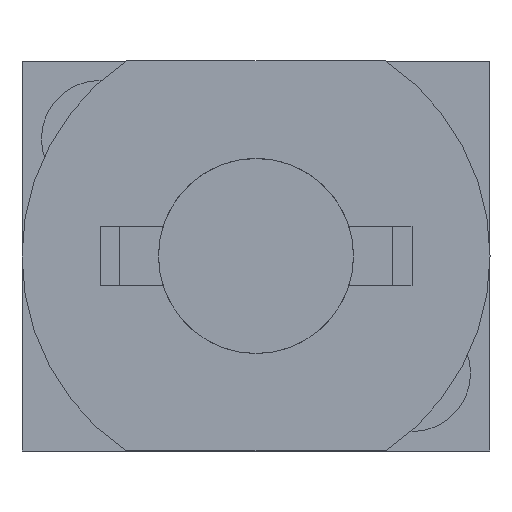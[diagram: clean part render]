
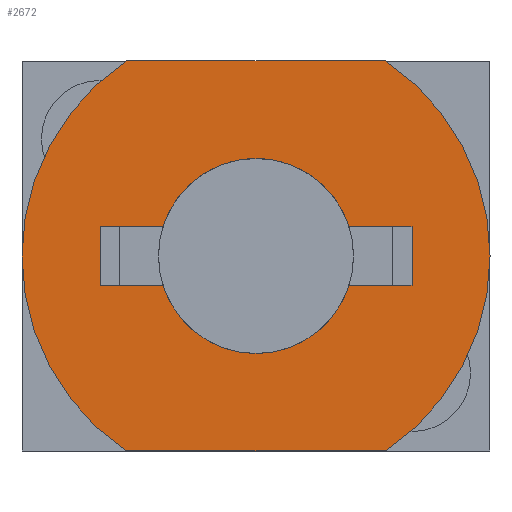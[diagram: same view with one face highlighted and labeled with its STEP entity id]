
A CAD part, front view. The second image highlights one B-rep face of the part: STEP entity #2672.
In plain terms, the highlighted planar face has unit normal (0, -1, 0).
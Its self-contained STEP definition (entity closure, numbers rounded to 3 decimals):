
#186=FACE_BOUND('',#594,.T.);
#254=CIRCLE('',#2908,6.);
#255=CIRCLE('',#2909,6.);
#256=CIRCLE('',#2910,2.5);
#257=CIRCLE('',#2911,2.5);
#258=CIRCLE('',#2912,2.5);
#407=FACE_OUTER_BOUND('',#593,.T.);
#593=EDGE_LOOP('',(#2372,#2373,#2374,#2375));
#594=EDGE_LOOP('',(#2376,#2377,#2378,#2379,#2380,#2381,#2382,#2383,#2384));
#817=LINE('',#8849,#1053);
#821=LINE('',#8857,#1057);
#824=LINE('',#8863,#1060);
#827=LINE('',#8872,#1063);
#831=LINE('',#8880,#1067);
#834=LINE('',#8886,#1070);
#837=LINE('',#8895,#1073);
#838=LINE('',#8899,#1074);
#1053=VECTOR('',#3515,10.);
#1057=VECTOR('',#3521,10.);
#1060=VECTOR('',#3526,10.);
#1063=VECTOR('',#3535,10.);
#1067=VECTOR('',#3541,10.);
#1070=VECTOR('',#3546,10.);
#1073=VECTOR('',#3555,10.);
#1074=VECTOR('',#3558,10.);
#1298=VERTEX_POINT('',#8847);
#1299=VERTEX_POINT('',#8848);
#1302=VERTEX_POINT('',#8856);
#1304=VERTEX_POINT('',#8862);
#1306=VERTEX_POINT('',#8870);
#1307=VERTEX_POINT('',#8871);
#1310=VERTEX_POINT('',#8879);
#1312=VERTEX_POINT('',#8885);
#1314=VERTEX_POINT('',#8893);
#1315=VERTEX_POINT('',#8894);
#1316=VERTEX_POINT('',#8896);
#1317=VERTEX_POINT('',#8898);
#1318=VERTEX_POINT('',#8902);
#1651=EDGE_CURVE('',#1298,#1299,#817,.T.);
#1655=EDGE_CURVE('',#1302,#1298,#821,.T.);
#1658=EDGE_CURVE('',#1304,#1302,#824,.T.);
#1662=EDGE_CURVE('',#1306,#1307,#827,.T.);
#1666=EDGE_CURVE('',#1310,#1306,#831,.T.);
#1669=EDGE_CURVE('',#1307,#1312,#834,.T.);
#1673=EDGE_CURVE('',#1314,#1315,#837,.T.);
#1674=EDGE_CURVE('',#1315,#1316,#254,.T.);
#1675=EDGE_CURVE('',#1316,#1317,#838,.T.);
#1676=EDGE_CURVE('',#1317,#1314,#255,.T.);
#1677=EDGE_CURVE('',#1299,#1310,#256,.T.);
#1678=EDGE_CURVE('',#1312,#1318,#257,.T.);
#1679=EDGE_CURVE('',#1318,#1304,#258,.T.);
#2372=ORIENTED_EDGE('',*,*,#1673,.T.);
#2373=ORIENTED_EDGE('',*,*,#1674,.T.);
#2374=ORIENTED_EDGE('',*,*,#1675,.T.);
#2375=ORIENTED_EDGE('',*,*,#1676,.T.);
#2376=ORIENTED_EDGE('',*,*,#1658,.T.);
#2377=ORIENTED_EDGE('',*,*,#1655,.T.);
#2378=ORIENTED_EDGE('',*,*,#1651,.T.);
#2379=ORIENTED_EDGE('',*,*,#1677,.T.);
#2380=ORIENTED_EDGE('',*,*,#1666,.T.);
#2381=ORIENTED_EDGE('',*,*,#1662,.T.);
#2382=ORIENTED_EDGE('',*,*,#1669,.T.);
#2383=ORIENTED_EDGE('',*,*,#1678,.T.);
#2384=ORIENTED_EDGE('',*,*,#1679,.T.);
#2527=PLANE('',#2907);
#2672=ADVANCED_FACE('',(#407,#186),#2527,.T.);
#2907=AXIS2_PLACEMENT_3D('',#8892,#3553,#3554);
#2908=AXIS2_PLACEMENT_3D('',#8897,#3556,#3557);
#2909=AXIS2_PLACEMENT_3D('',#8900,#3559,#3560);
#2910=AXIS2_PLACEMENT_3D('',#8901,#3561,#3562);
#2911=AXIS2_PLACEMENT_3D('',#8903,#3563,#3564);
#2912=AXIS2_PLACEMENT_3D('',#8904,#3565,#3566);
#3515=DIRECTION('',(1.,0.,0.));
#3521=DIRECTION('',(0.,0.,1.));
#3526=DIRECTION('',(-1.,0.,0.));
#3535=DIRECTION('',(0.,0.,-1.));
#3541=DIRECTION('',(1.,0.,0.));
#3546=DIRECTION('',(-1.,0.,0.));
#3553=DIRECTION('center_axis',(0.,-1.,0.));
#3554=DIRECTION('ref_axis',(0.,0.,
1.));
#3555=DIRECTION('',(1.,0.,0.));
#3556=DIRECTION('center_axis',(0.,-1.,0.));
#3557=DIRECTION('ref_axis',(0.,0.,
1.));
#3558=DIRECTION('',(-1.,0.,0.));
#3559=DIRECTION('center_axis',(0.,-1.,0.));
#3560=DIRECTION('ref_axis',(0.,0.,
1.));
#3561=DIRECTION('center_axis',(0.,1.,0.));
#3562=DIRECTION('ref_axis',(0.,0.,
1.));
#3563=DIRECTION('center_axis',(0.,1.,0.));
#3564=DIRECTION('ref_axis',(0.,0.,
1.));
#3565=DIRECTION('center_axis',(0.,1.,0.));
#3566=DIRECTION('ref_axis',(0.,0.,
1.));
#8847=CARTESIAN_POINT('',(2.,-15.2,-4.25));
#8848=CARTESIAN_POINT('',(3.615,-15.2,-4.25));
#8849=CARTESIAN_POINT('',(4.,-15.2,-4.25));
#8856=CARTESIAN_POINT('',(2.,-15.2,-5.75));
#8857=CARTESIAN_POINT('',(2.,-15.2,-5.375));
#8862=CARTESIAN_POINT('',(3.615,-15.2,-5.75));
#8863=CARTESIAN_POINT('',(4.808,-15.2,-5.75));
#8870=CARTESIAN_POINT('',(10.,-15.2,-4.25));
#8871=CARTESIAN_POINT('',(10.,-15.2,-5.75));
#8872=CARTESIAN_POINT('',(10.,-15.2,-4.625));
#8879=CARTESIAN_POINT('',(8.385,-15.2,-4.25));
#8880=CARTESIAN_POINT('',(7.192,-15.2,-4.25));
#8885=CARTESIAN_POINT('',(8.385,-15.2,-5.75));
#8886=CARTESIAN_POINT('',(8.,-15.2,-5.75));
#8892=CARTESIAN_POINT('Origin',(6.,-15.2,-5.));
#8893=CARTESIAN_POINT('',(2.683,-15.2,-10.));
#8894=CARTESIAN_POINT('',(9.317,-15.2,-10.));
#8895=CARTESIAN_POINT('',(6.,-15.2,-10.));
#8896=CARTESIAN_POINT('',(9.317,-15.2,0.));
#8897=CARTESIAN_POINT('Origin',(6.,-15.2,-5.));
#8898=CARTESIAN_POINT('',(2.683,-15.2,0.));
#8899=CARTESIAN_POINT('',(6.,-15.2,0.));
#8900=CARTESIAN_POINT('Origin',(6.,-15.2,-5.));
#8901=CARTESIAN_POINT('Origin',(6.,-15.2,-5.));
#8902=CARTESIAN_POINT('',(6.,-15.2,-7.5));
#8903=CARTESIAN_POINT('Origin',(6.,-15.2,-5.));
#8904=CARTESIAN_POINT('Origin',(6.,-15.2,-5.));
